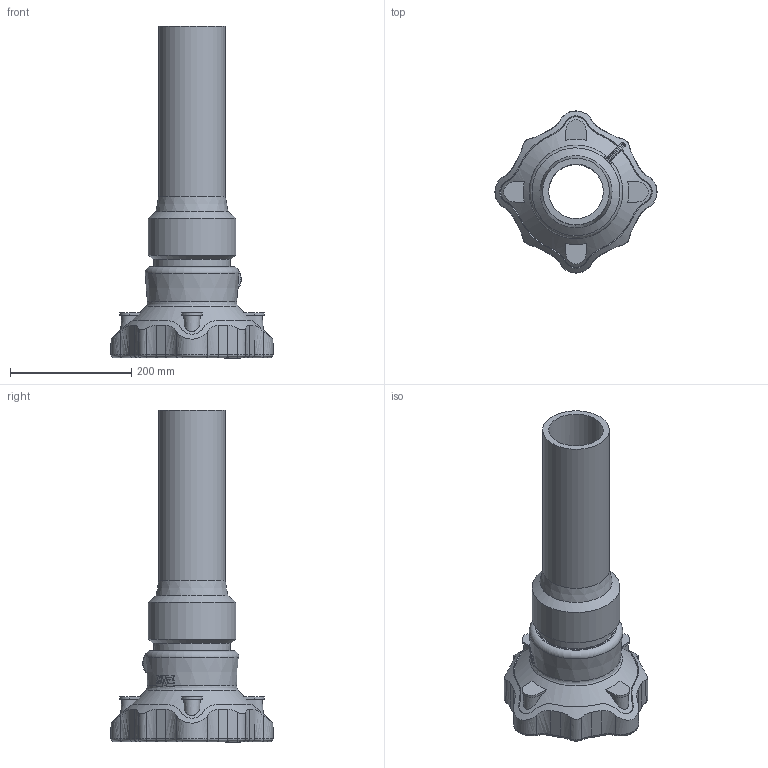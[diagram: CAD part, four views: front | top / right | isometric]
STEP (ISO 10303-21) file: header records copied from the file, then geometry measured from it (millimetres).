
FILE_DESCRIPTION (( 'STEP AP203' ), '1' );
FILE_NAME ('O_635_DN100_110mm_AA1_step.step', '2016-10-13T07:42:25', ( 'Windows User' ), ( 'AVK' ), 'SwSTEP 2.0', 'SolidWorks 2012', '' );
FILE_SCHEMA (( 'CONFIG_CONTROL_DESIGN' ));
Length unit declared in the file: millimetre
Products named in the file (1): O_635_DN100_110mm_AA1_step
Bounding box: 267.53 x 267.53 x 547.51 mm (x, y, z)
Volume: 5213201.7 mm3; surface area: 462142 mm2
Topology: 1 solids, 1 shells, 345 faces, 915 edges, 578 vertices
Faces by surface type: bspline 174, plane 99, cylinder 54, cone 12, torus 6
Full cylindrical faces by diameter (mm): 20 x1, 90 x1, 110 x1, 126.961 x1, 145 x1
Entity records: 19803 total; most frequent: CARTESIAN_POINT 13081, ORIENTED_EDGE 1772, EDGE_CURVE 886, DIRECTION 866, VERTEX_POINT 569, EDGE_LOOP 375, FACE_OUTER_BOUND 354, ADVANCED_FACE 345
